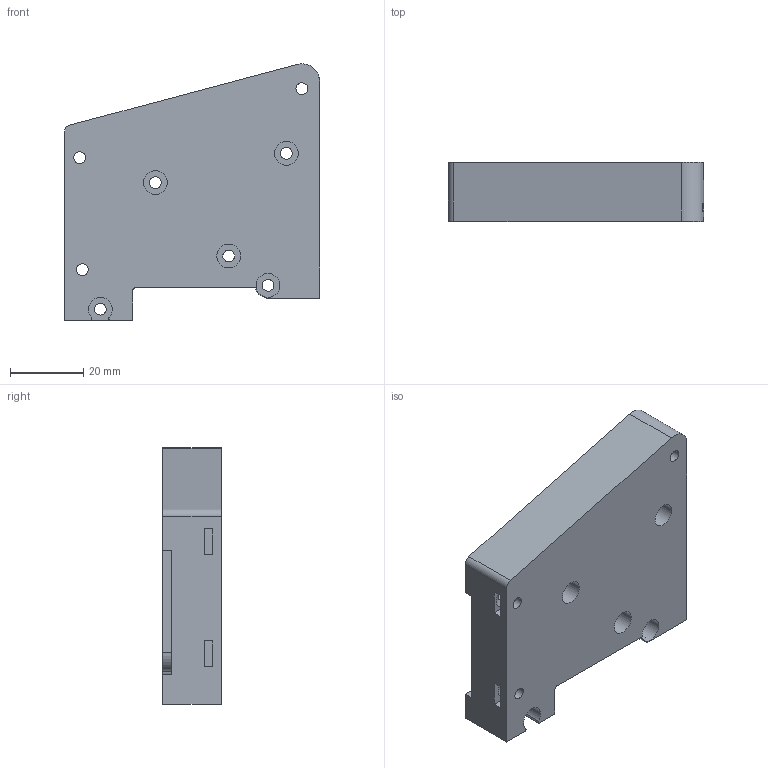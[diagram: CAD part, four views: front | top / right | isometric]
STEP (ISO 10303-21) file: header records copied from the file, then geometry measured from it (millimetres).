
FILE_DESCRIPTION (( 'STEP AP214' ), '1' );
FILE_NAME ('Head connetion-sv08.STEP', '2024-10-20T10:29:28', ( '' ), ( '' ), 'SwSTEP 2.0', 'SolidWorks 2022', '' );
FILE_SCHEMA (( 'AUTOMOTIVE_DESIGN' ));
Length unit declared in the file: millimetre
Products named in the file (1): Head connetion-sv08
Bounding box: 69.55 x 16 x 69.9 mm (x, y, z)
Volume: 48490.4 mm3; surface area: 15389.2 mm2
Topology: 1 solids, 1 shells, 101 faces, 279 edges, 185 vertices
Faces by surface type: plane 53, cylinder 42, cone 6
Entity records: 3328 total; most frequent: DIRECTION 580, CARTESIAN_POINT 572, ORIENTED_EDGE 558, EDGE_CURVE 279, AXIS2_PLACEMENT_3D 201, VERTEX_POINT 185, VECTOR 178, LINE 178
